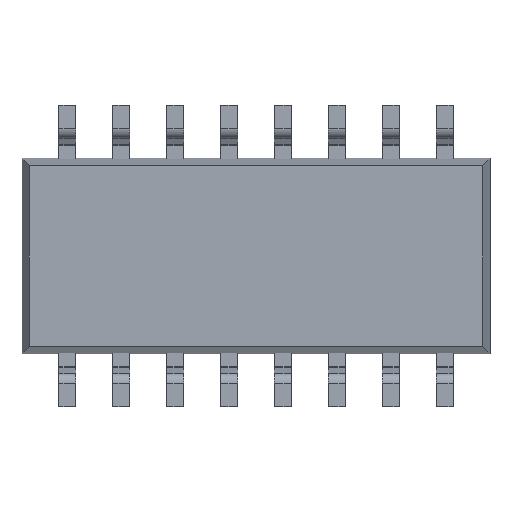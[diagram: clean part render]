
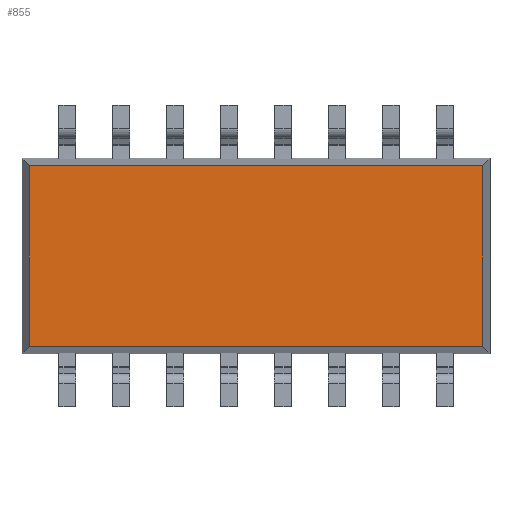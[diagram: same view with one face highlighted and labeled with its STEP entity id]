
A CAD part, front view. The second image highlights one B-rep face of the part: STEP entity #855.
In plain terms, the highlighted planar face has unit normal (0, -1, 0).
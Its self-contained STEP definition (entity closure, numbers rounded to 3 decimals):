
#60 = ORIENTED_EDGE ( 'NONE', *, *, #5895, .F. ) ;
#282 = CARTESIAN_POINT ( 'NONE',  ( -5.334, -1., -2.124 ) ) ;
#496 = AXIS2_PLACEMENT_3D ( 'NONE', #8139, #1348, #6119 ) ;
#738 = VECTOR ( 'NONE', #8213, 1000. ) ;
#855 = ADVANCED_FACE ( 'NONE', ( #2795 ), #7423, .F. ) ;
#1348 = DIRECTION ( 'NONE',  ( 0., 1., 0. ) ) ;
#1481 = VECTOR ( 'NONE', #1644, 1000. ) ;
#1644 = DIRECTION ( 'NONE',  ( -1., 0., 0. ) ) ;
#2265 = VERTEX_POINT ( 'NONE', #7381 ) ;
#2414 = EDGE_CURVE ( 'NONE', #3026, #2265, #7752, .T. ) ;
#2795 = FACE_OUTER_BOUND ( 'NONE', #6270, .T. ) ;
#2815 = ORIENTED_EDGE ( 'NONE', *, *, #4038, .F. ) ;
#3026 = VERTEX_POINT ( 'NONE', #4104 ) ;
#4038 = EDGE_CURVE ( 'NONE', #5475, #4737, #7637, .T. ) ;
#4104 = CARTESIAN_POINT ( 'NONE',  ( -5.334, -1., 2.124 ) ) ;
#4445 = CARTESIAN_POINT ( 'NONE',  ( -5.334, -1., 0. ) ) ;
#4638 = DIRECTION ( 'NONE',  ( 0., 0., -1. ) ) ;
#4737 = VERTEX_POINT ( 'NONE', #282 ) ;
#5455 = EDGE_CURVE ( 'NONE', #2265, #5475, #7085, .T. ) ;
#5475 = VERTEX_POINT ( 'NONE', #7259 ) ;
#5538 = VECTOR ( 'NONE', #4638, 1000. ) ;
#5638 = CARTESIAN_POINT ( 'NONE',  ( 0., -1., -2.124 ) ) ;
#5895 = EDGE_CURVE ( 'NONE', #4737, #3026, #6136, .T. ) ;
#5941 = DIRECTION ( 'NONE',  ( 0., 0., 1. ) ) ;
#6119 = DIRECTION ( 'NONE',  ( 0., 0., -1. ) ) ;
#6136 = LINE ( 'NONE', #4445, #8762 ) ;
#6270 = EDGE_LOOP ( 'NONE', ( #60, #2815, #7135, #6980 ) ) ;
#6286 = CARTESIAN_POINT ( 'NONE',  ( 0., -1., 2.124 ) ) ;
#6980 = ORIENTED_EDGE ( 'NONE', *, *, #2414, .F. ) ;
#7085 = LINE ( 'NONE', #8590, #5538 ) ;
#7135 = ORIENTED_EDGE ( 'NONE', *, *, #5455, .F. ) ;
#7259 = CARTESIAN_POINT ( 'NONE',  ( 5.334, -1., -2.124 ) ) ;
#7381 = CARTESIAN_POINT ( 'NONE',  ( 5.334, -1., 2.124 ) ) ;
#7423 = PLANE ( 'NONE',  #496 ) ;
#7637 = LINE ( 'NONE', #5638, #1481 ) ;
#7752 = LINE ( 'NONE', #6286, #738 ) ;
#8139 = CARTESIAN_POINT ( 'NONE',  ( 0., -1., 0. ) ) ;
#8213 = DIRECTION ( 'NONE',  ( 1., 0., 0. ) ) ;
#8590 = CARTESIAN_POINT ( 'NONE',  ( 5.334, -1., 0. ) ) ;
#8762 = VECTOR ( 'NONE', #5941, 1000. ) ;
